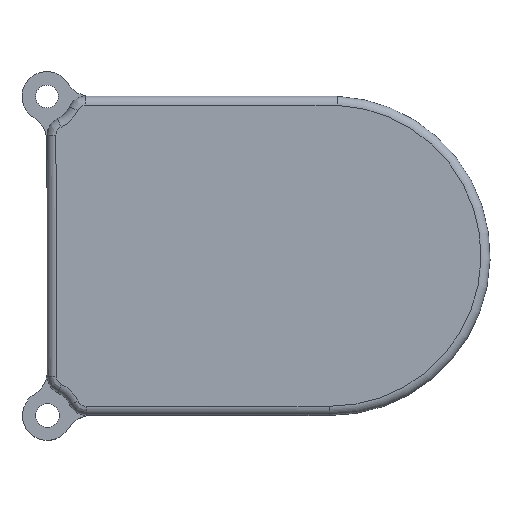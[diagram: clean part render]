
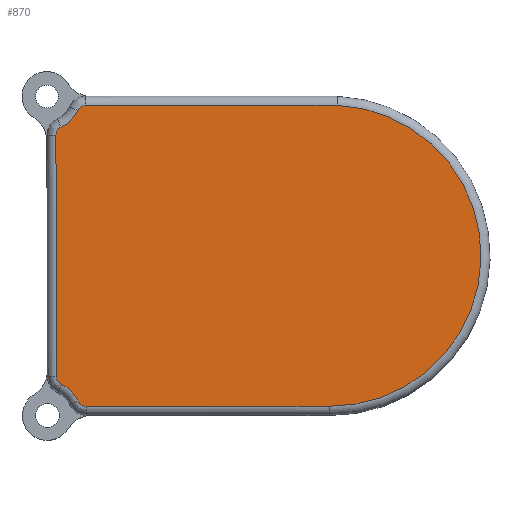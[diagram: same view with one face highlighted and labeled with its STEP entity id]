
A CAD part, top view. The second image highlights one B-rep face of the part: STEP entity #870.
In plain terms, the highlighted planar face has unit normal (0, 0, 1).
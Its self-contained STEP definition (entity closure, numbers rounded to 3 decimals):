
#100=FACE_OUTER_BOUND('',#158,.T.);
#158=EDGE_LOOP('',(#741,#742,#743,#744,#745,#746,#747,#748,#749,#750));
#200=LINE('',#1556,#252);
#201=LINE('',#1607,#253);
#203=LINE('',#1683,#255);
#252=VECTOR('',#1185,10.);
#253=VECTOR('',#1210,10.);
#255=VECTOR('',#1234,10.);
#335=CIRCLE('',#973,1.);
#338=CIRCLE('',#977,3.75);
#341=CIRCLE('',#980,1.);
#345=CIRCLE('',#985,1.);
#348=CIRCLE('',#989,3.75);
#351=CIRCLE('',#992,1.);
#353=CIRCLE('',#996,16.655);
#417=VERTEX_POINT('',#1553);
#418=VERTEX_POINT('',#1555);
#420=VERTEX_POINT('',#1579);
#422=VERTEX_POINT('',#1585);
#424=VERTEX_POINT('',#1599);
#426=VERTEX_POINT('',#1605);
#428=VERTEX_POINT('',#1619);
#430=VERTEX_POINT('',#1625);
#432=VERTEX_POINT('',#1639);
#434=VERTEX_POINT('',#1645);
#513=EDGE_CURVE('',#417,#418,#200,.T.);
#516=EDGE_CURVE('',#420,#417,#335,.T.);
#519=EDGE_CURVE('',#422,#420,#338,.T.);
#522=EDGE_CURVE('',#424,#422,#341,.T.);
#525=EDGE_CURVE('',#426,#424,#201,.T.);
#528=EDGE_CURVE('',#428,#426,#345,.T.);
#531=EDGE_CURVE('',#430,#428,#348,.T.);
#534=EDGE_CURVE('',#432,#430,#351,.T.);
#537=EDGE_CURVE('',#434,#432,#203,.T.);
#539=EDGE_CURVE('',#418,#434,#353,.T.);
#741=ORIENTED_EDGE('',*,*,#513,.F.);
#742=ORIENTED_EDGE('',*,*,#516,.F.);
#743=ORIENTED_EDGE('',*,*,#519,.F.);
#744=ORIENTED_EDGE('',*,*,#522,.F.);
#745=ORIENTED_EDGE('',*,*,#525,.F.);
#746=ORIENTED_EDGE('',*,*,#528,.F.);
#747=ORIENTED_EDGE('',*,*,#531,.F.);
#748=ORIENTED_EDGE('',*,*,#534,.F.);
#749=ORIENTED_EDGE('',*,*,#537,.F.);
#750=ORIENTED_EDGE('',*,*,#539,.F.);
#832=PLANE('',#1003);
#870=ADVANCED_FACE('',(#100),#832,.T.);
#973=AXIS2_PLACEMENT_3D('',#1581,#1188,#1189);
#977=AXIS2_PLACEMENT_3D('',#1587,#1196,#1197);
#980=AXIS2_PLACEMENT_3D('',#1601,#1202,#1203);
#985=AXIS2_PLACEMENT_3D('',#1621,#1214,#1215);
#989=AXIS2_PLACEMENT_3D('',#1627,#1222,#1223);
#992=AXIS2_PLACEMENT_3D('',#1641,#1228,#1229);
#996=AXIS2_PLACEMENT_3D('',#1686,#1238,#1239);
#1003=AXIS2_PLACEMENT_3D('',#1702,#1261,#1262);
#1185=DIRECTION('',(1.,0.,0.));
#1188=DIRECTION('center_axis',(0.,0.,-1.));
#1189=DIRECTION('ref_axis',(-0.538,0.843,0.));
#1196=DIRECTION('center_axis',(0.,0.,1.));
#1197=DIRECTION('ref_axis',(0.708,-0.707,0.));
#1202=DIRECTION('center_axis',(0.,0.,-1.));
#1203=DIRECTION('ref_axis',(-0.844,0.537,0.));
#1210=DIRECTION('',(-0.002,1.,0.));
#1214=DIRECTION('center_axis',(0.,0.,-1.));
#1215=DIRECTION('ref_axis',(-0.842,-0.539,0.));
#1222=DIRECTION('center_axis',(0.,0.,1.));
#1223=DIRECTION('ref_axis',(0.707,0.708,0.));
#1228=DIRECTION('center_axis',(0.,0.,-1.));
#1229=DIRECTION('ref_axis',(-0.538,-0.843,0.));
#1234=DIRECTION('',(-1.,0.,0.));
#1238=DIRECTION('center_axis',(0.,0.,-1.));
#1239=DIRECTION('ref_axis',(1.,-0.026,0.));
#1261=DIRECTION('center_axis',(0.,0.,1.));
#1262=DIRECTION('ref_axis',(-1.,0.,0.));
#1553=CARTESIAN_POINT('',(70.575,111.176,11.));
#1555=CARTESIAN_POINT('',(98.371,111.176,11.));
#1556=CARTESIAN_POINT('',(94.591,111.176,11.));
#1579=CARTESIAN_POINT('',(69.668,110.597,11.));
#1581=CARTESIAN_POINT('Origin',(70.575,110.176,11.));
#1585=CARTESIAN_POINT('',(67.851,108.777,11.));
#1587=CARTESIAN_POINT('Origin',(66.267,112.176,11.));
#1599=CARTESIAN_POINT('',(67.274,107.869,11.));
#1601=CARTESIAN_POINT('Origin',(68.274,107.871,11.));
#1605=CARTESIAN_POINT('',(67.316,81.191,11.));
#1607=CARTESIAN_POINT('',(67.283,101.959,11.));
#1619=CARTESIAN_POINT('',(67.897,80.285,11.));
#1621=CARTESIAN_POINT('Origin',(68.316,81.193,11.));
#1625=CARTESIAN_POINT('',(69.724,78.46,11.));
#1627=CARTESIAN_POINT('Origin',(66.323,76.881,11.));
#1639=CARTESIAN_POINT('',(70.631,77.881,11.));
#1641=CARTESIAN_POINT('Origin',(70.631,78.881,11.));
#1645=CARTESIAN_POINT('',(97.496,77.882,11.));
#1683=CARTESIAN_POINT('',(79.931,77.881,11.));
#1686=CARTESIAN_POINT('Origin',(97.648,94.536,11.));
#1702=CARTESIAN_POINT('Origin',(90.789,94.528,11.));
